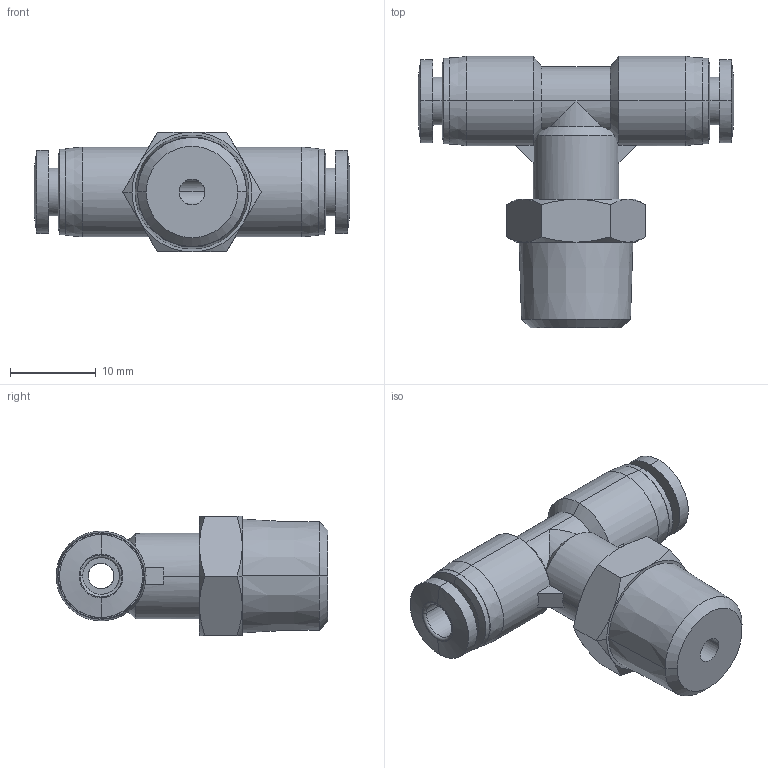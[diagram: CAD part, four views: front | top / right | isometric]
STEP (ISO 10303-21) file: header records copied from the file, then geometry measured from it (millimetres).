
FILE_DESCRIPTION (( 'STEP AP214' ), '1' );
FILE_NAME ('MBT4M-14R.step', '2016-02-24T20:38:47', ( '' ), ( '' ), 'SwSTEP 2.0', 'SolidWorks 2015', '' );
FILE_SCHEMA (( 'AUTOMOTIVE_DESIGN' ));
Length unit declared in the file: inch
Products named in the file (1): MBT4M-14R
Bounding box: 36.9 x 31.75 x 14 mm (x, y, z)
Volume: 4760 mm3; surface area: 3198.5 mm2
Topology: 1 solids, 1 shells, 101 faces, 228 edges, 138 vertices
Faces by surface type: cone 39, cylinder 33, plane 25, torus 4
Entity records: 5737 total; most frequent: CARTESIAN_POINT 2291, ORIENTED_EDGE 456, DIRECTION 382, EDGE_CURVE 228, AXIS2_PLACEMENT_3D 155, VERTEX_POINT 138, EDGE_LOOP 114, UNCERTAINTY_MEASURE_WITH_UNIT 104
